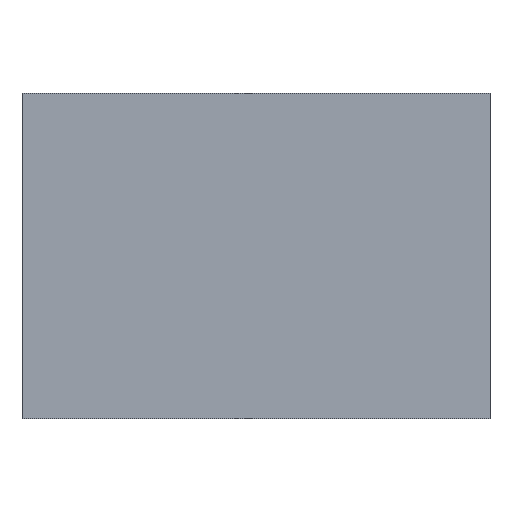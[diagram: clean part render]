
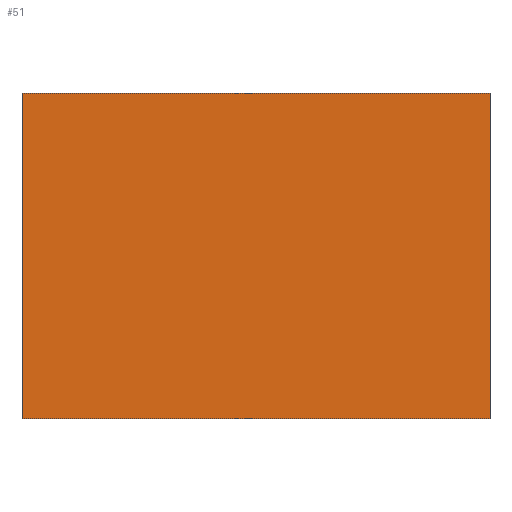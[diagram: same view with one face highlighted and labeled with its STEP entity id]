
A CAD part, top view. The second image highlights one B-rep face of the part: STEP entity #51.
In plain terms, the highlighted planar face has unit normal (0, 0, 1).
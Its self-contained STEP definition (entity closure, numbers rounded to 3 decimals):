
#51=ADVANCED_FACE('',(#112),#113,.T.);
#112=FACE_OUTER_BOUND('',#180,.T.);
#113=PLANE('',#181);
#180=EDGE_LOOP('',(#257,#258,#259,#260));
#181=AXIS2_PLACEMENT_3D('',#261,#262,#263);
#257=ORIENTED_EDGE('',*,*,#437,.T.);
#258=ORIENTED_EDGE('',*,*,#438,.T.);
#259=ORIENTED_EDGE('',*,*,#439,.F.);
#260=ORIENTED_EDGE('',*,*,#440,.T.);
#261=CARTESIAN_POINT('',(15.1,10.3,4.2));
#262=DIRECTION('',(0.0,0.0,1.0));
#263=DIRECTION('',(0.0,-1.0,0.0));
#437=EDGE_CURVE('',#524,#525,#526,.T.);
#438=EDGE_CURVE('',#525,#527,#528,.T.);
#439=EDGE_CURVE('',#529,#527,#530,.T.);
#440=EDGE_CURVE('',#529,#524,#531,.T.);
#524=VERTEX_POINT('',#643);
#525=VERTEX_POINT('',#644);
#526=LINE('',#645,#646);
#527=VERTEX_POINT('',#647);
#528=LINE('',#648,#649);
#529=VERTEX_POINT('',#650);
#530=LINE('',#651,#652);
#531=LINE('',#653,#654);
#643=CARTESIAN_POINT('',(15.1,0.0,4.2));
#644=CARTESIAN_POINT('',(15.1,10.5,4.2));
#645=CARTESIAN_POINT('',(15.1,-174.654,4.2));
#646=VECTOR('',#784,1.0);
#647=CARTESIAN_POINT('',(0.0,10.5,4.2));
#648=CARTESIAN_POINT('',(15.1,10.5,4.2));
#649=VECTOR('',#785,1.0);
#650=CARTESIAN_POINT('',(0.0,0.0,4.2));
#651=CARTESIAN_POINT('',(0.0,-174.654,4.2));
#652=VECTOR('',#786,1.0);
#653=CARTESIAN_POINT('',(15.1,0.0,4.2));
#654=VECTOR('',#787,1.0);
#784=DIRECTION('',(0.0,1.0,0.0));
#785=DIRECTION('',(-1.0,0.0,0.0));
#786=DIRECTION('',(0.0,1.0,0.0));
#787=DIRECTION('',(1.0,0.0,0.0));
